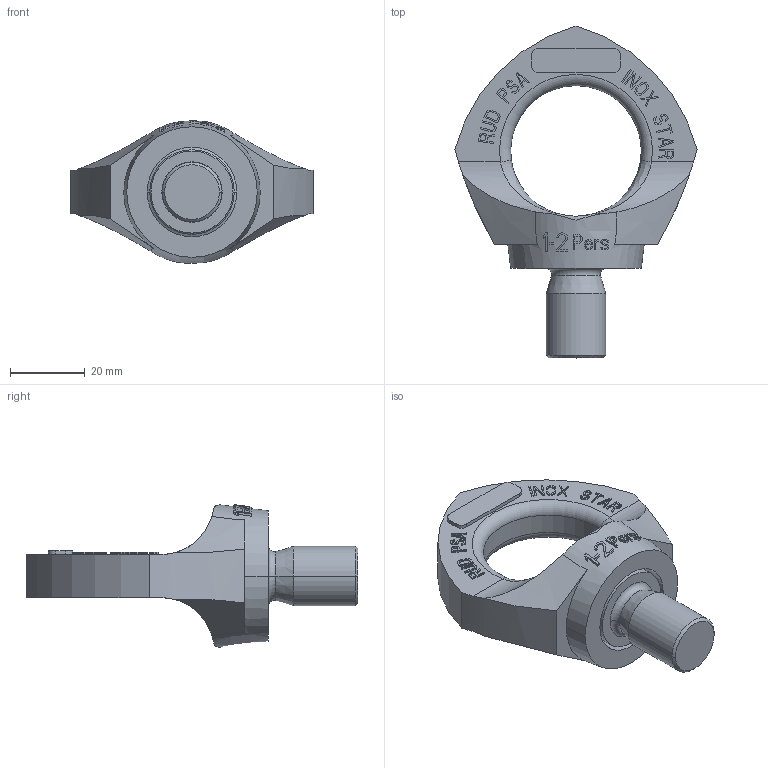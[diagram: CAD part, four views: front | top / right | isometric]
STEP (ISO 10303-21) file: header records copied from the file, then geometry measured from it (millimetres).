
FILE_DESCRIPTION((''),'2;1');
FILE_NAME('001-M32965-P-9_ASM','2015-01-23T',('Andreas.Wendler'),(''),'PRO/ENGINEER BY PARAMETRIC TECHNOLOGY CORPORATION, 2010140','PRO/ENGINEER BY PARAMETRIC TECHNOLOGY CORPORATION, 2010140','');
FILE_SCHEMA(('CONFIG_CONTROL_DESIGN'));
Length unit declared in the file: millimetre
Products named in the file (3): 001-M32965-P-9; 001-M31027-P-1; 001-M32965-P-9_ASM
Assembly tree (2 placements, depth 2):
  001-M32965-P-9_ASM
    001-M32965-P-9
    001-M31027-P-1
Bounding box: 64.96 x 89 x 38.18 mm (x, y, z)
Volume: 39298.7 mm3; surface area: 13999.4 mm2
Topology: 16 solids, 16 shells, 608 faces, 1681 edges, 1114 vertices
Faces by surface type: plane 546, cylinder 27, cone 19, bspline 8, torus 8
Entity records: 20054 total; most frequent: CARTESIAN_POINT 4987, ORIENTED_EDGE 3362, DIRECTION 2679, EDGE_CURVE 1681, VECTOR 1241, LINE 1241, VERTEX_POINT 1114, AXIS2_PLACEMENT_3D 719
